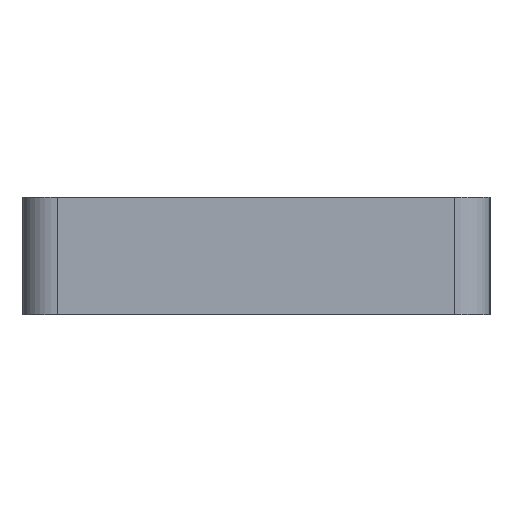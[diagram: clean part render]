
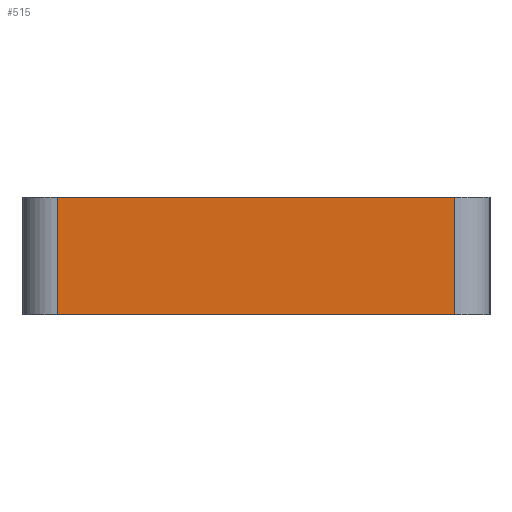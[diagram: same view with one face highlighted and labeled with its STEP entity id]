
A CAD part, left-side view. The second image highlights one B-rep face of the part: STEP entity #515.
In plain terms, the highlighted planar face has unit normal (-1, 0, 0).
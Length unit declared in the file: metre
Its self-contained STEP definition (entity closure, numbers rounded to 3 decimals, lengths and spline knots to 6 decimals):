
#13=PLANE('',#560);
#32=LINE('',#788,#84);
#33=LINE('',#792,#85);
#34=LINE('',#794,#86);
#35=LINE('',#796,#87);
#84=VECTOR('',#626,1.);
#85=VECTOR('',#631,1.);
#86=VECTOR('',#632,1.);
#87=VECTOR('',#633,1.);
#143=ORIENTED_EDGE('',*,*,#297,.F.);
#144=ORIENTED_EDGE('',*,*,#298,.F.);
#145=ORIENTED_EDGE('',*,*,#299,.T.);
#146=ORIENTED_EDGE('',*,*,#295,.T.);
#295=EDGE_CURVE('',#372,#371,#32,.T.);
#297=EDGE_CURVE('',#373,#371,#33,.T.);
#298=EDGE_CURVE('',#374,#373,#34,.T.);
#299=EDGE_CURVE('',#374,#372,#35,.T.);
#371=VERTEX_POINT('',#787);
#372=VERTEX_POINT('',#789);
#373=VERTEX_POINT('',#793);
#374=VERTEX_POINT('',#795);
#446=EDGE_LOOP('',(#143,#144,#145,#146));
#474=FACE_BOUND('',#446,.T.);
#515=ADVANCED_FACE('',(#474),#13,.T.);
#560=AXIS2_PLACEMENT_3D('',#791,#629,#630);
#626=DIRECTION('',(0.,0.,-1.));
#629=DIRECTION('',(-1.,0.,0.));
#630=DIRECTION('',(0.,0.,1.));
#631=DIRECTION('',(0.,1.,0.));
#632=DIRECTION('',(0.,0.,-1.));
#633=DIRECTION('',(0.,1.,0.));
#787=CARTESIAN_POINT('',(-0.038,0.0085,0.));
#788=CARTESIAN_POINT('',(-0.038,0.0085,0.005));
#789=CARTESIAN_POINT('',(-0.038,0.0085,0.005));
#791=CARTESIAN_POINT('',(-0.038,0.,0.005));
#792=CARTESIAN_POINT('',(-0.038,0.,0.));
#793=CARTESIAN_POINT('',(-0.038,-0.0085,0.));
#794=CARTESIAN_POINT('',(-0.038,-0.0085,0.005));
#795=CARTESIAN_POINT('',(-0.038,-0.0085,0.005));
#796=CARTESIAN_POINT('',(-0.038,0.,0.005));
